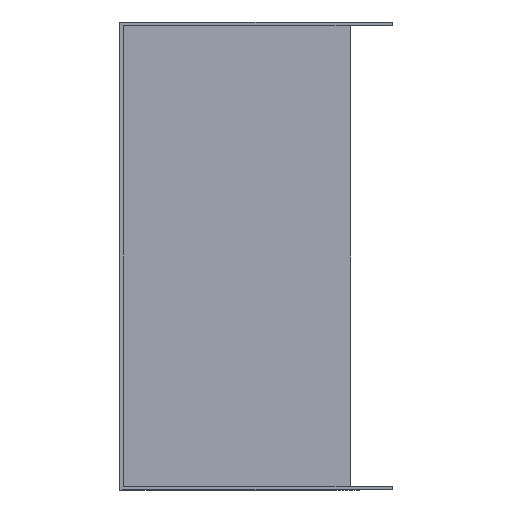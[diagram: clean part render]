
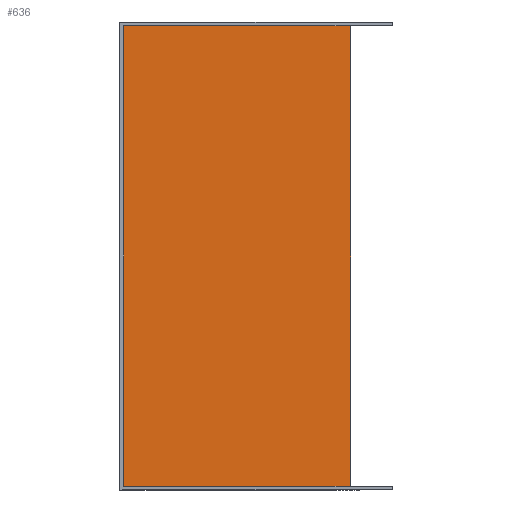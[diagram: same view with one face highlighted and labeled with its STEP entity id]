
A CAD part, left-side view. The second image highlights one B-rep face of the part: STEP entity #636.
In plain terms, the highlighted planar face has unit normal (-1, 0, 0).
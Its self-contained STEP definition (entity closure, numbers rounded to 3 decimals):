
#15 = CARTESIAN_POINT ( 'NONE',  ( 1493.5, 0., 99. ) ) ;
#84 = VERTEX_POINT ( 'NONE', #838 ) ;
#113 = CARTESIAN_POINT ( 'NONE',  ( 1493.5, -49.3, 100.931 ) ) ;
#118 = VERTEX_POINT ( 'NONE', #15 ) ;
#130 = LINE ( 'NONE', #555, #711 ) ;
#135 = EDGE_CURVE ( 'NONE', #688, #84, #547, .T. ) ;
#145 = LINE ( 'NONE', #176, #175 ) ;
#173 = AXIS2_PLACEMENT_3D ( 'NONE', #319, #317, #262 ) ;
#175 = VECTOR ( 'NONE', #611, 1000. ) ;
#176 = CARTESIAN_POINT ( 'NONE',  ( 1493.5, 0., -1. ) ) ;
#193 = CARTESIAN_POINT ( 'NONE',  ( 1493.5, 0., -1. ) ) ;
#262 = DIRECTION ( 'NONE',  ( 0., 1., 0. ) ) ;
#274 = PLANE ( 'NONE',  #173 ) ;
#317 = DIRECTION ( 'NONE',  ( 1., 0., 0. ) ) ;
#319 = CARTESIAN_POINT ( 'NONE',  ( 1493.5, 0., 98. ) ) ;
#352 = DIRECTION ( 'NONE',  ( 0., -1., 0. ) ) ;
#395 = VECTOR ( 'NONE', #799, 1000. ) ;
#409 = DIRECTION ( 'NONE',  ( 0., 0., -1. ) ) ;
#425 = EDGE_CURVE ( 'NONE', #84, #877, #145, .T. ) ;
#470 = VECTOR ( 'NONE', #409, 1000. ) ;
#510 = ORIENTED_EDGE ( 'NONE', *, *, #425, .F. ) ;
#524 = CARTESIAN_POINT ( 'NONE',  ( 1493.5, 0., 98. ) ) ;
#529 = FACE_OUTER_BOUND ( 'NONE', #866, .T. ) ;
#536 = CARTESIAN_POINT ( 'NONE',  ( 1493.5, -49.3, 99. ) ) ;
#547 = LINE ( 'NONE', #113, #395 ) ;
#555 = CARTESIAN_POINT ( 'NONE',  ( 1493.5, 0., 99. ) ) ;
#587 = EDGE_CURVE ( 'NONE', #118, #688, #130, .T. ) ;
#611 = DIRECTION ( 'NONE',  ( 0., 1., 0. ) ) ;
#636 = ADVANCED_FACE ( 'NONE', ( #529 ), #274, .F. ) ;
#662 = ORIENTED_EDGE ( 'NONE', *, *, #587, .F. ) ;
#688 = VERTEX_POINT ( 'NONE', #536 ) ;
#699 = ORIENTED_EDGE ( 'NONE', *, *, #135, .F. ) ;
#709 = LINE ( 'NONE', #524, #470 ) ;
#711 = VECTOR ( 'NONE', #352, 1000. ) ;
#753 = ORIENTED_EDGE ( 'NONE', *, *, #790, .T. ) ;
#790 = EDGE_CURVE ( 'NONE', #118, #877, #709, .T. ) ;
#799 = DIRECTION ( 'NONE',  ( 0., 0., -1. ) ) ;
#838 = CARTESIAN_POINT ( 'NONE',  ( 1493.5, -49.3, -1. ) ) ;
#866 = EDGE_LOOP ( 'NONE', ( #662, #753, #510, #699 ) ) ;
#877 = VERTEX_POINT ( 'NONE', #193 ) ;
